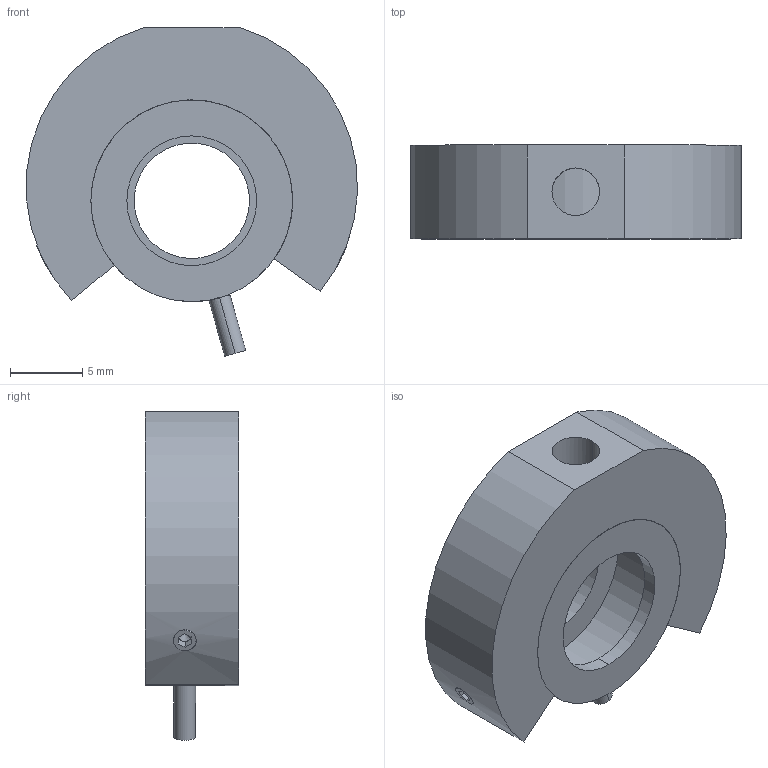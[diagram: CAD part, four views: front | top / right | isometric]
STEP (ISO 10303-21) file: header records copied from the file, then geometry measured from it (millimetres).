
FILE_DESCRIPTION (( 'STEP AP214' ), '1' );
FILE_NAME ('GCM-5703-三维外形图-20170316.STEP', '2017-03-16T07:03:32', ( 'd' ), ( '' ), 'SwSTEP 2.0', 'SolidWorks 2012', '' );
FILE_SCHEMA (( 'AUTOMOTIVE_DESIGN' ));
Length unit declared in the file: millimetre
Products named in the file (1): GCM-5703-三维外形图-20170316
Bounding box: 22.96 x 6.5 x 22.78 mm (x, y, z)
Surface area: 1987.5 mm2 (no closed solid volume)
Topology: 0 solids, 6 shells, 60 faces, 156 edges, 98 vertices
Faces by surface type: plane 31, cylinder 21, cone 8
Entity records: 2640 total; most frequent: CARTESIAN_POINT 479, DIRECTION 320, ORIENTED_EDGE 278, EDGE_CURVE 152, AXIS2_PLACEMENT_3D 117, VERTEX_POINT 98, VECTOR 86, LINE 86
